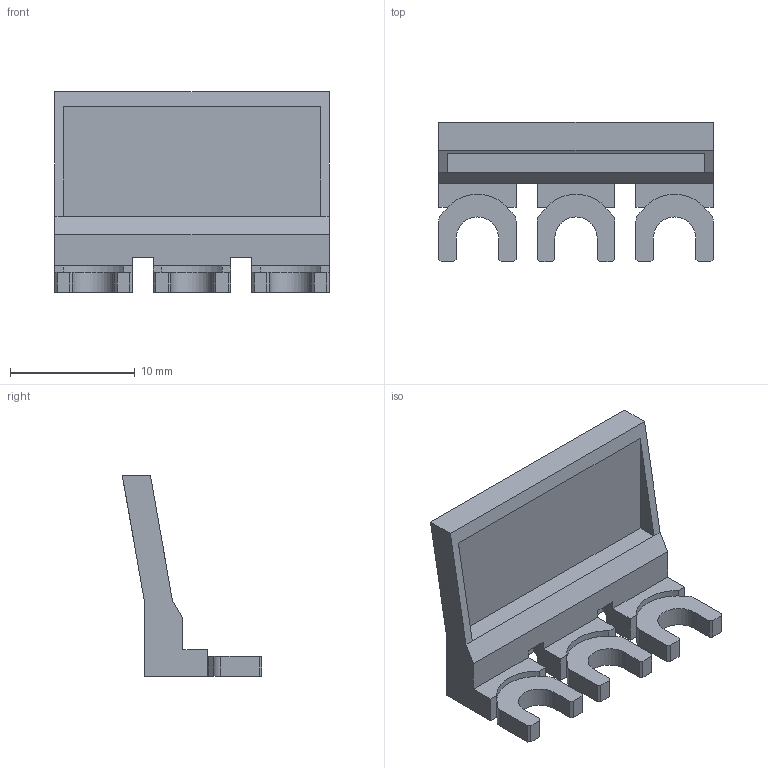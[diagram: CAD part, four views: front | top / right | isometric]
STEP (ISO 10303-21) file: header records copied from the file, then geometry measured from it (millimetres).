
FILE_DESCRIPTION(('CATIA V5R22 STEP214','CAx-IF Rec.Pracs.--- Model Styling and Organization---1.4--- 2014-01-23'),'2;1');
FILE_NAME ('027156-5_0', '2021-06-08T09:22:34+00:00', ('Weidmueller Interface'), ('Weidmueller'), 'CATIA Version 5-6 Release 2016 SP3 HF44', 'CATIA V5 STEP AP214', 'none');
FILE_SCHEMA(('AUTOMOTIVE_DESIGN { 1 0 10303 214 1 1 1 1 }'));
Length unit declared in the file: millimetre
Products named in the file (1): 1936200000
Bounding box: 22 x 11.18 x 16.1 mm (x, y, z)
Volume: 673.1 mm3; surface area: 1802 mm2
Topology: 2 solids, 2 shells, 134 faces, 390 edges, 260 vertices
Faces by surface type: plane 116, cylinder 18
Entity records: 4202 total; most frequent: CARTESIAN_POINT 782, ORIENTED_EDGE 780, DIRECTION 576, EDGE_CURVE 390, VECTOR 352, LINE 352, VERTEX_POINT 260, ADVANCED_FACE 134
